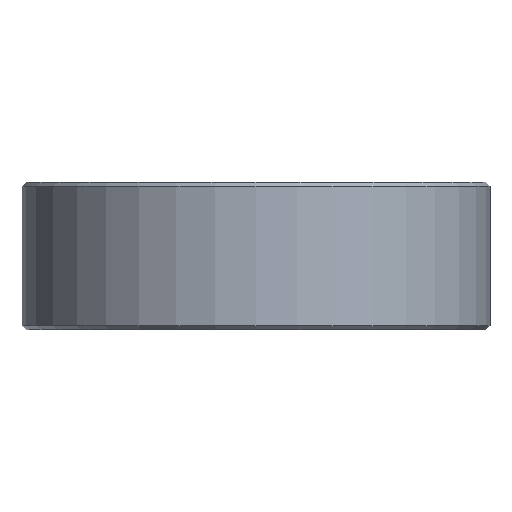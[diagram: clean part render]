
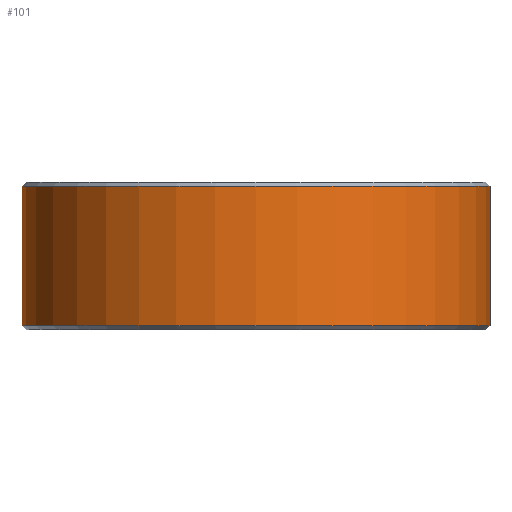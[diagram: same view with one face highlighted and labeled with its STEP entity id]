
A CAD part, front view. The second image highlights one B-rep face of the part: STEP entity #101.
In plain terms, the highlighted cylindrical face has radius 17.1 mm (diameter 34.2 mm), a full revolution.
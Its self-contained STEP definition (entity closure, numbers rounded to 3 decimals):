
#28=ORIENTED_EDGE('',*,*,#44,.T.);
#29=ORIENTED_EDGE('',*,*,#45,.T.);
#44=EDGE_CURVE('',#52,#52,#60,.F.);
#45=EDGE_CURVE('',#53,#53,#61,.T.);
#52=VERTEX_POINT('',#179);
#53=VERTEX_POINT('',#181);
#60=CIRCLE('',#125,17.1);
#61=CIRCLE('',#126,17.1);
#68=EDGE_LOOP('',(#28));
#69=EDGE_LOOP('',(#29));
#84=FACE_BOUND('',#68,.T.);
#85=FACE_BOUND('',#69,.T.);
#99=CYLINDRICAL_SURFACE('',#124,17.1);
#101=ADVANCED_FACE('',(#84,#85),#99,.T.);
#124=AXIS2_PLACEMENT_3D('',#177,#145,#146);
#125=AXIS2_PLACEMENT_3D('',#178,#147,#148);
#126=AXIS2_PLACEMENT_3D('',#180,#149,#150);
#145=DIRECTION('',(0.,0.,-1.));
#146=DIRECTION('',(-1.,0.,0.));
#147=DIRECTION('',(0.,0.,-1.));
#148=DIRECTION('',(-1.,0.,0.));
#149=DIRECTION('',(0.,0.,-1.));
#150=DIRECTION('',(-1.,0.,0.));
#177=CARTESIAN_POINT('',(0.,0.,10.8));
#178=CARTESIAN_POINT('',(0.,0.,0.3));
#179=CARTESIAN_POINT('',(-17.1,0.,0.3));
#180=CARTESIAN_POINT('',(0.,0.,10.5));
#181=CARTESIAN_POINT('',(-17.1,0.,10.5));
